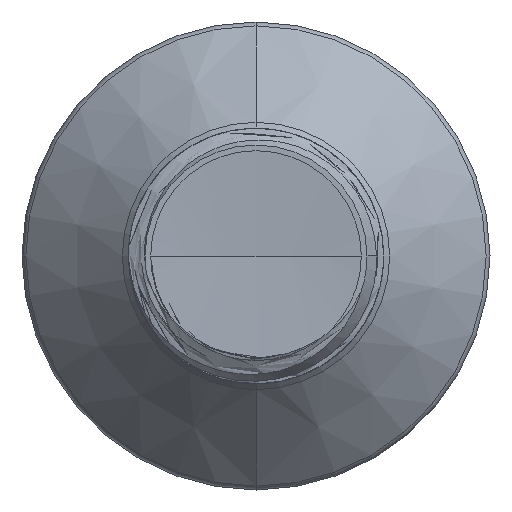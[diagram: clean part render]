
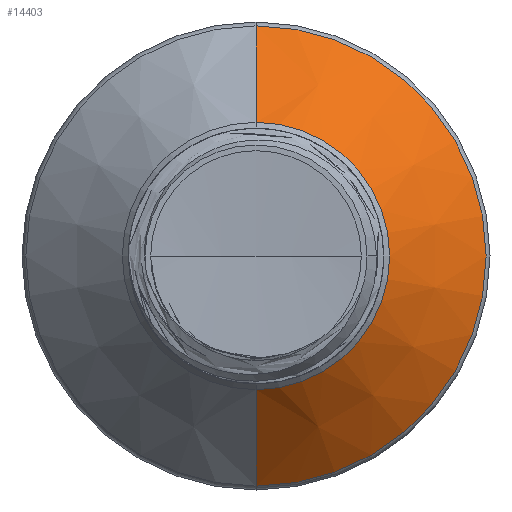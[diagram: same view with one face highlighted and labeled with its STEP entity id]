
A CAD part, front view. The second image highlights one B-rep face of the part: STEP entity #14403.
In plain terms, the highlighted conical face has half-angle 45 degrees and reference radius 1.571 mm.
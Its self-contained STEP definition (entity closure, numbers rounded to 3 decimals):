
#1205 = CARTESIAN_POINT ( 'NONE',  ( 0., 5.293, 0. ) ) ;
#1389 = DIRECTION ( 'NONE',  ( 0., 0.707, -0.707 ) ) ;
#1712 = DIRECTION ( 'NONE',  ( 0., 1., 0. ) ) ;
#2794 = DIRECTION ( 'NONE',  ( 0., 0.707, 0.707 ) ) ;
#3326 = DIRECTION ( 'NONE',  ( 0., 0., 1. ) ) ;
#4376 = CARTESIAN_POINT ( 'NONE',  ( 0., 6.427, 2.704 ) ) ;
#4666 = VERTEX_POINT ( 'NONE', #9532 ) ;
#6853 = ORIENTED_EDGE ( 'NONE', *, *, #15272, .T. ) ;
#8821 = LINE ( 'NONE', #12163, #14991 ) ;
#9532 = CARTESIAN_POINT ( 'NONE',  ( 0., 6.427, -2.704 ) ) ;
#9804 = CIRCLE ( 'NONE', #20200, 1.571 ) ;
#11627 = EDGE_CURVE ( 'NONE', #12273, #4666, #13674, .T. ) ;
#11782 = ORIENTED_EDGE ( 'NONE', *, *, #20815, .F. ) ;
#12151 = DIRECTION ( 'NONE',  ( 0., 0., 1. ) ) ;
#12163 = CARTESIAN_POINT ( 'NONE',  ( 0., 5.293, -1.571 ) ) ;
#12273 = VERTEX_POINT ( 'NONE', #4376 ) ;
#12450 = EDGE_LOOP ( 'NONE', ( #22405, #6853, #16897, #11782 ) ) ;
#13412 = VERTEX_POINT ( 'NONE', #23382 ) ;
#13674 = CIRCLE ( 'NONE', #22821, 2.704 ) ;
#14149 = DIRECTION ( 'NONE',  ( 0., 1., 0. ) ) ;
#14294 = CARTESIAN_POINT ( 'NONE',  ( 0., 6.427, 0. ) ) ;
#14403 = ADVANCED_FACE ( 'NONE', ( #20713 ), #22569, .T. ) ;
#14991 = VECTOR ( 'NONE', #1389, 1000. ) ;
#15272 = EDGE_CURVE ( 'NONE', #13412, #4666, #8821, .T. ) ;
#15844 = DIRECTION ( 'NONE',  ( 0., 1., 0. ) ) ;
#15966 = AXIS2_PLACEMENT_3D ( 'NONE', #23687, #14149, #12151 ) ;
#16315 = DIRECTION ( 'NONE',  ( 0., 0., 1. ) ) ;
#16897 = ORIENTED_EDGE ( 'NONE', *, *, #11627, .F. ) ;
#17071 = EDGE_CURVE ( 'NONE', #17453, #13412, #9804, .T. ) ;
#17453 = VERTEX_POINT ( 'NONE', #23612 ) ;
#18954 = LINE ( 'NONE', #24538, #22697 ) ;
#20200 = AXIS2_PLACEMENT_3D ( 'NONE', #1205, #15844, #3326 ) ;
#20713 = FACE_OUTER_BOUND ( 'NONE', #12450, .T. ) ;
#20815 = EDGE_CURVE ( 'NONE', #17453, #12273, #18954, .T. ) ;
#22405 = ORIENTED_EDGE ( 'NONE', *, *, #17071, .T. ) ;
#22569 = CONICAL_SURFACE ( 'NONE', #15966, 1.571, 0.785 ) ;
#22697 = VECTOR ( 'NONE', #2794, 1000. ) ;
#22821 = AXIS2_PLACEMENT_3D ( 'NONE', #14294, #1712, #16315 ) ;
#23382 = CARTESIAN_POINT ( 'NONE',  ( 0., 5.293, -1.571 ) ) ;
#23612 = CARTESIAN_POINT ( 'NONE',  ( 0., 5.293, 1.571 ) ) ;
#23687 = CARTESIAN_POINT ( 'NONE',  ( 0., 5.293, 0. ) ) ;
#24538 = CARTESIAN_POINT ( 'NONE',  ( 0., 5.293, 1.571 ) ) ;
